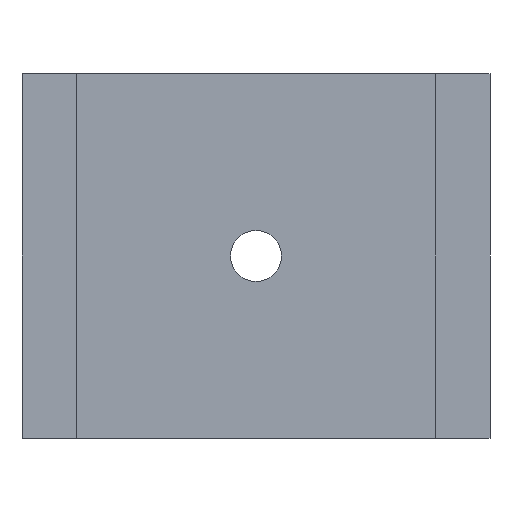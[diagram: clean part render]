
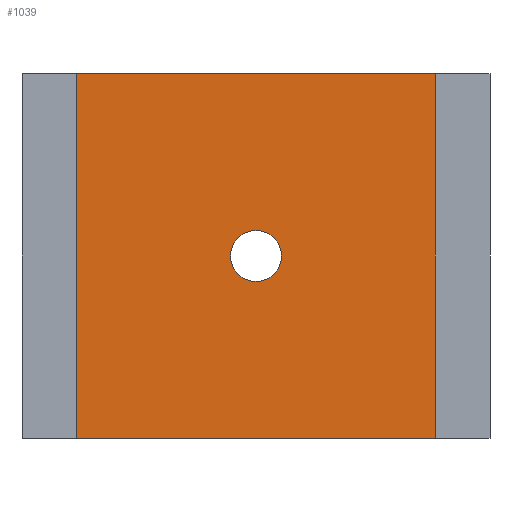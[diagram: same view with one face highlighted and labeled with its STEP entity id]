
A CAD part, front view. The second image highlights one B-rep face of the part: STEP entity #1039.
In plain terms, the highlighted planar face has unit normal (0, -1, 0).
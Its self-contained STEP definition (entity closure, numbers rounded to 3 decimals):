
#27 = CARTESIAN_POINT ( 'NONE',  ( 0., 0., 0. ) ) ;
#55 = VERTEX_POINT ( 'NONE', #104 ) ;
#59 = ORIENTED_EDGE ( 'NONE', *, *, #828, .F. ) ;
#85 = EDGE_CURVE ( 'NONE', #424, #268, #684, .T. ) ;
#104 = CARTESIAN_POINT ( 'NONE',  ( 14.75, 0., -15. ) ) ;
#109 = CARTESIAN_POINT ( 'NONE',  ( 0., 0., 2.1 ) ) ;
#153 = VECTOR ( 'NONE', #388, 1000. ) ;
#157 = DIRECTION ( 'NONE',  ( 1., 0., 0. ) ) ;
#197 = DIRECTION ( 'NONE',  ( 0., 1., 0. ) ) ;
#200 = DIRECTION ( 'NONE',  ( 0., 0., 1. ) ) ;
#240 = DIRECTION ( 'NONE',  ( 0., 1., 0. ) ) ;
#267 = LINE ( 'NONE', #1033, #1003 ) ;
#268 = VERTEX_POINT ( 'NONE', #681 ) ;
#288 = DIRECTION ( 'NONE',  ( 0., 0., 1. ) ) ;
#339 = VECTOR ( 'NONE', #157, 1000. ) ;
#358 = FACE_OUTER_BOUND ( 'NONE', #589, .T. ) ;
#366 = EDGE_CURVE ( 'NONE', #806, #55, #267, .T. ) ;
#388 = DIRECTION ( 'NONE',  ( -1., 0., 0. ) ) ;
#401 = AXIS2_PLACEMENT_3D ( 'NONE', #622, #197, #536 ) ;
#424 = VERTEX_POINT ( 'NONE', #109 ) ;
#441 = PLANE ( 'NONE',  #697 ) ;
#445 = AXIS2_PLACEMENT_3D ( 'NONE', #497, #240, #494 ) ;
#493 = ORIENTED_EDGE ( 'NONE', *, *, #366, .F. ) ;
#494 = DIRECTION ( 'NONE',  ( 0., 0., 1. ) ) ;
#497 = CARTESIAN_POINT ( 'NONE',  ( 0., 0., 0. ) ) ;
#536 = DIRECTION ( 'NONE',  ( 0., 0., 1. ) ) ;
#538 = ORIENTED_EDGE ( 'NONE', *, *, #85, .T. ) ;
#555 = CARTESIAN_POINT ( 'NONE',  ( 14.75, 0., -15. ) ) ;
#582 = EDGE_CURVE ( 'NONE', #55, #624, #992, .T. ) ;
#588 = CARTESIAN_POINT ( 'NONE',  ( -14.75, 0., 15. ) ) ;
#589 = EDGE_LOOP ( 'NONE', ( #974, #611, #493, #59 ) ) ;
#611 = ORIENTED_EDGE ( 'NONE', *, *, #582, .F. ) ;
#612 = EDGE_CURVE ( 'NONE', #624, #979, #641, .T. ) ;
#615 = VECTOR ( 'NONE', #200, 1000. ) ;
#622 = CARTESIAN_POINT ( 'NONE',  ( 0., 0., 0. ) ) ;
#624 = VERTEX_POINT ( 'NONE', #887 ) ;
#628 = CIRCLE ( 'NONE', #445, 2.1 ) ;
#641 = LINE ( 'NONE', #977, #615 ) ;
#665 = LINE ( 'NONE', #919, #339 ) ;
#681 = CARTESIAN_POINT ( 'NONE',  ( 0., 0., -2.1 ) ) ;
#684 = CIRCLE ( 'NONE', #401, 2.1 ) ;
#697 = AXIS2_PLACEMENT_3D ( 'NONE', #27, #950, #288 ) ;
#703 = DIRECTION ( 'NONE',  ( 0., 0., -1. ) ) ;
#715 = EDGE_CURVE ( 'NONE', #268, #424, #628, .T. ) ;
#720 = EDGE_LOOP ( 'NONE', ( #538, #735 ) ) ;
#735 = ORIENTED_EDGE ( 'NONE', *, *, #715, .T. ) ;
#806 = VERTEX_POINT ( 'NONE', #996 ) ;
#828 = EDGE_CURVE ( 'NONE', #979, #806, #665, .T. ) ;
#887 = CARTESIAN_POINT ( 'NONE',  ( -14.75, 0., -15. ) ) ;
#919 = CARTESIAN_POINT ( 'NONE',  ( 14.75, 0., 15. ) ) ;
#950 = DIRECTION ( 'NONE',  ( 0., 1., 0. ) ) ;
#974 = ORIENTED_EDGE ( 'NONE', *, *, #612, .F. ) ;
#977 = CARTESIAN_POINT ( 'NONE',  ( -14.75, 0., 15. ) ) ;
#979 = VERTEX_POINT ( 'NONE', #588 ) ;
#992 = LINE ( 'NONE', #555, #153 ) ;
#996 = CARTESIAN_POINT ( 'NONE',  ( 14.75, 0., 15. ) ) ;
#1003 = VECTOR ( 'NONE', #703, 1000. ) ;
#1033 = CARTESIAN_POINT ( 'NONE',  ( 14.75, 0., 15. ) ) ;
#1039 = ADVANCED_FACE ( 'NONE', ( #1050, #358 ), #441, .F. ) ;
#1050 = FACE_BOUND ( 'NONE', #720, .T. ) ;
